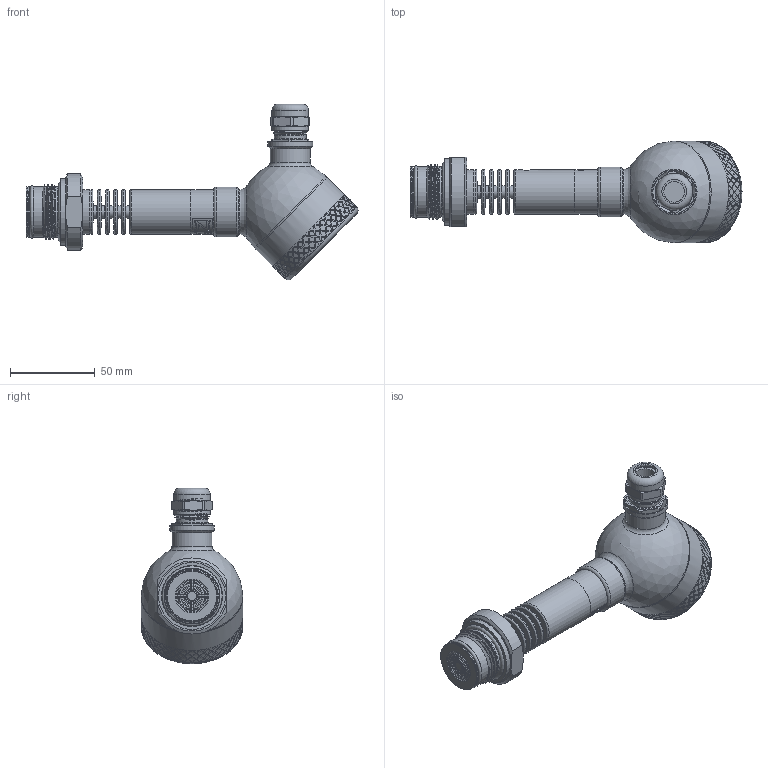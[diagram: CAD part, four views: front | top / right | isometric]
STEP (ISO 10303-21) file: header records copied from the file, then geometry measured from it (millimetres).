
FILE_DESCRIPTION(/* description */ (''),/* implementation_level */ '2;1');
FILE_NAME(/* name */ 'APZ3420mFH_G1DIN-solidflush_radiator_1.step',/* time_stamp */ '2021-07-07T16:27:33+03:00',/* author */ (''),/* organization */ (''),/* preprocessor_version */ 'ST-DEVELOPER v18.1',/* originating_system */ 'Autodesk Translation Framework v10.9.0.1377',/* authorisation */ '');
FILE_SCHEMA (('AUTOMOTIVE_DESIGN { 1 0 10303 214 3 1 1 }'));
Length unit declared in the file: millimetre
Products named in the file (13): АПЗ420М-полевойкорпус-
заполненный; Заполненный полевой 
корпус v13; M20x1,5 steel cable gland v5; Cuerpo GAE.2000.0 Prensaestopas GADI M20x1.5 IP68 Laton; Junta GAE.2000.0 Prensaestopas GADI M20x1.5 IP68 Laton; Tuerca GAE.2000.0 Prensaestopas GADI M20x1.5 IP68 Laton; Brida GAE.2000.0 Prensaestopas GADI M20x1.5 IP68 Laton; Goma GAE.2000.0 Prensaestopas GADI M20x1.5 IP68 Laton; Main body; Cover without display; Adapter M20x1,5; G1 flush diaphragm; shell radiator
Assembly tree (12 placements, depth 4):
  АПЗ420М-полевойкорпус-
заполненный
    Заполненный полевой 
корпус v13
      M20x1,5 steel cable gland v5
        Cuerpo GAE.2000.0 Prensaestopas GADI M20x1.5 IP68 Laton
        Junta GAE.2000.0 Prensaestopas GADI M20x1.5 IP68 Laton
        Tuerca GAE.2000.0 Prensaestopas GADI M20x1.5 IP68 Laton
        Brida GAE.2000.0 Prensaestopas GADI M20x1.5 IP68 Laton
        Goma GAE.2000.0 Prensaestopas GADI M20x1.5 IP68 Laton
      Main body
      Cover without display
      Adapter M20x1,5
    G1 flush diaphragm
    shell radiator
Bounding box: 196.42 x 60.1 x 103.92 mm (x, y, z)
Volume: 279066.7 mm3; surface area: 57999.3 mm2
Topology: 12 solids, 12 shells, 1686 faces, 4167 edges, 2755 vertices
Faces by surface type: bspline 974, cylinder 317, plane 265, torus 65, cone 64, sphere 1
Full cylindrical faces by diameter (mm): 2 x2, 4 x1, 7.183 x1, 7.5 x5, 12.3 x2, 13 x1, 15 x4, 16 x1, 16.2 x1, 17 x1, 17.15 x1, 18 x4, 18.526 x5, 18.75 x7, 19 x1, 20 x2, 20.203 x5, 20.3 x5, 20.8 x1, 21.6 x1, 21.7 x2, 21.767 x1, 22.4 x1, 23.6 x1, 24.5 x4, 26.5 x5, 27.1 x1, 29.4 x1, 29.5 x1, 29.6 x1
Entity records: 71669 total; most frequent: CARTESIAN_POINT 39469, ORIENTED_EDGE 8332, EDGE_CURVE 4166, DIRECTION 3338, B_SPLINE_CURVE_WITH_KNOTS 2819, VERTEX_POINT 2755, EDGE_LOOP 1953, FACE_OUTER_BOUND 1686
